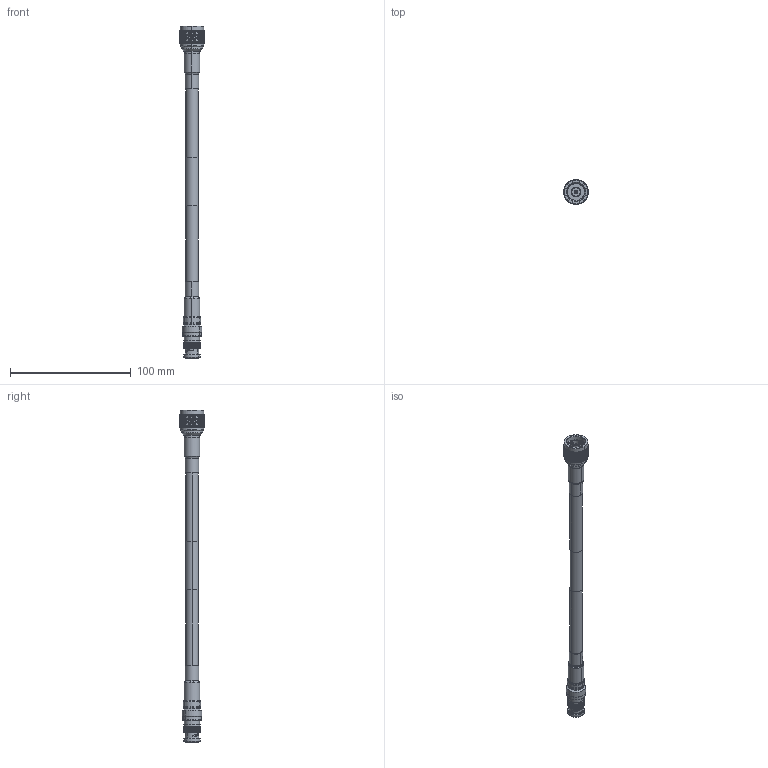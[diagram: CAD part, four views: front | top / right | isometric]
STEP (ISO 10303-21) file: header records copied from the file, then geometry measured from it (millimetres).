
FILE_DESCRIPTION (( 'STEP AP214' ), '1' );
FILE_NAME ('FMC00534_3D.step', '2023-02-10T19:26:42', ( '' ), ( '' ), 'SwSTEP 2.0', 'SolidWorks 2022', '' );
FILE_SCHEMA (( 'AUTOMOTIVE_DESIGN' ));
Length unit declared in the file: inch
Products named in the file (5): Copy of PE4550 ¦ SC9116^FMC00534; FMC00534_3D; Copy of LMR-400^FMC00534_WITH LABEL; Part4^FMC00534; Copy of TC-400-BM-X^FMC00534
Assembly tree (4 placements, depth 2):
  FMC00534_3D
    Copy of PE4550 ¦ SC9116^FMC00534
    Copy of TC-400-BM-X^FMC00534
    Copy of LMR-400^FMC00534_WITH LABEL
    Part4^FMC00534
Bounding box: 20.32 x 20.32 x 274.8 mm (x, y, z)
Volume: 28301.3 mm3; surface area: 21654.9 mm2
Topology: 8 solids, 10 shells, 3284 faces, 6968 edges, 3725 vertices
Faces by surface type: bspline 2175, cylinder 691, plane 204, cone 204, torus 10
Entity records: 120775 total; most frequent: CARTESIAN_POINT 74198, ORIENTED_EDGE 13936, EDGE_CURVE 6968, DIRECTION 4172, VERTEX_POINT 3725, EDGE_LOOP 3323, ADVANCED_FACE 3284, FACE_OUTER_BOUND 3284
